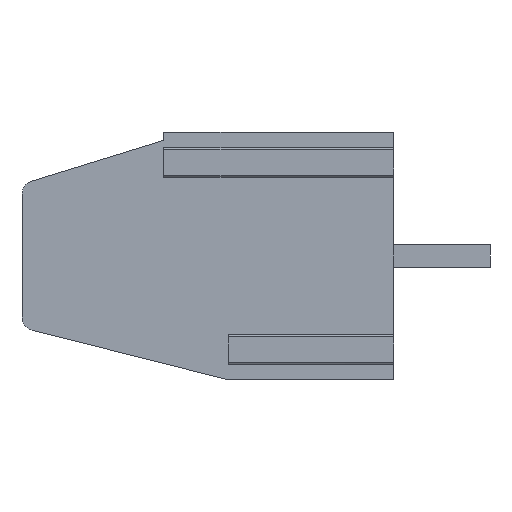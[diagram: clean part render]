
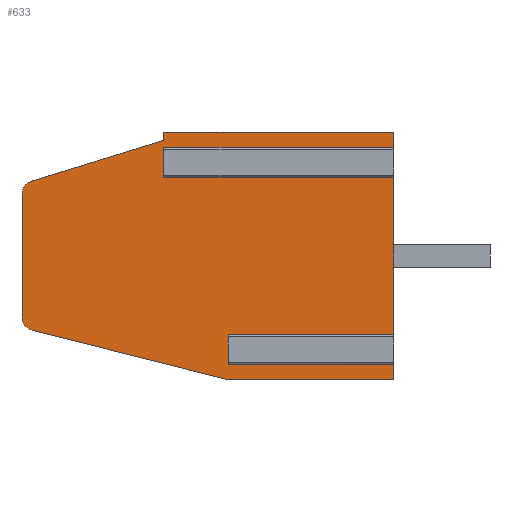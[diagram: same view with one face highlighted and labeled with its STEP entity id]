
A CAD part, left-side view. The second image highlights one B-rep face of the part: STEP entity #633.
In plain terms, the highlighted planar face has unit normal (-1, 0, 0).
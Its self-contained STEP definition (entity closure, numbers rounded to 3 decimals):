
#633=ADVANCED_FACE('',(#1098),#8150,.T.);
#1098=FACE_OUTER_BOUND('',#1606,.T.);
#1606=EDGE_LOOP('',(#4051,#4052,#4053,#4054,#4055,#4056,#4057,#4058,#4059,
#4060,#4061,#4062,#4063,#4064,#4065,#4066,#4067));
#4051=ORIENTED_EDGE('',*,*,#5463,.F.);
#4052=ORIENTED_EDGE('',*,*,#5465,.T.);
#4053=ORIENTED_EDGE('',*,*,#5399,.T.);
#4054=ORIENTED_EDGE('',*,*,#5466,.T.);
#4055=ORIENTED_EDGE('',*,*,#5462,.F.);
#4056=ORIENTED_EDGE('',*,*,#5467,.T.);
#4057=ORIENTED_EDGE('',*,*,#5468,.T.);
#4058=ORIENTED_EDGE('',*,*,#5417,.T.);
#4059=ORIENTED_EDGE('',*,*,#5421,.T.);
#4060=ORIENTED_EDGE('',*,*,#5440,.T.);
#4061=ORIENTED_EDGE('',*,*,#5444,.T.);
#4062=ORIENTED_EDGE('',*,*,#5447,.T.);
#4063=ORIENTED_EDGE('',*,*,#5461,.T.);
#4064=ORIENTED_EDGE('',*,*,#5464,.F.);
#4065=ORIENTED_EDGE('',*,*,#5469,.T.);
#4066=ORIENTED_EDGE('',*,*,#5459,.T.);
#4067=ORIENTED_EDGE('',*,*,#5470,.T.);
#5399=EDGE_CURVE('',#7646,#7647,#6759,.T.);
#5417=EDGE_CURVE('',#7662,#7663,#6773,.T.);
#5421=EDGE_CURVE('',#7663,#7665,#5752,.T.);
#5440=EDGE_CURVE('',#7665,#7682,#6788,.T.);
#5444=EDGE_CURVE('',#7682,#7685,#5761,.T.);
#5447=EDGE_CURVE('',#7685,#7686,#6792,.T.);
#5459=EDGE_CURVE('',#7696,#7697,#6802,.T.);
#5461=EDGE_CURVE('',#7686,#7698,#6803,.T.);
#5462=EDGE_CURVE('',#7699,#7700,#6804,.T.);
#5463=EDGE_CURVE('',#7701,#7702,#6805,.T.);
#5464=EDGE_CURVE('',#7703,#7698,#6806,.T.);
#5465=EDGE_CURVE('',#7701,#7646,#6807,.T.);
#5466=EDGE_CURVE('',#7647,#7700,#6808,.T.);
#5467=EDGE_CURVE('',#7699,#7704,#6809,.T.);
#5468=EDGE_CURVE('',#7704,#7662,#6810,.T.);
#5469=EDGE_CURVE('',#7703,#7696,#6811,.T.);
#5470=EDGE_CURVE('',#7697,#7702,#6812,.T.);
#5752=(
BOUNDED_CURVE()
B_SPLINE_CURVE(2,(#19844,#19845,#19846),.UNSPECIFIED.,.F.,.F.)
B_SPLINE_CURVE_WITH_KNOTS((3,3),(-0.635,0.),.UNSPECIFIED.)
CURVE()
GEOMETRIC_REPRESENTATION_ITEM()
RATIONAL_B_SPLINE_CURVE((1.,0.805,1.))
REPRESENTATION_ITEM('')
);
#5761=(
BOUNDED_CURVE()
B_SPLINE_CURVE(2,(#19903,#19904,#19905),.UNSPECIFIED.,.F.,.F.)
B_SPLINE_CURVE_WITH_KNOTS((3,3),(-0.661,0.),.UNSPECIFIED.)
CURVE()
GEOMETRIC_REPRESENTATION_ITEM()
RATIONAL_B_SPLINE_CURVE((1.,0.789,1.))
REPRESENTATION_ITEM('')
);
#6759=B_SPLINE_CURVE_WITH_KNOTS('',1,(#19788,#19789),.UNSPECIFIED.,.F.,
 .F.,(2,2),(-0.738,0.),.UNSPECIFIED.);
#6773=B_SPLINE_CURVE_WITH_KNOTS('',1,(#19836,#19837),.UNSPECIFIED.,.F.,
 .F.,(2,2),(0.,5.022),.UNSPECIFIED.);
#6788=B_SPLINE_CURVE_WITH_KNOTS('',1,(#19892,#19893),.UNSPECIFIED.,.F.,
 .F.,(2,2),(-4.45,0.),.UNSPECIFIED.);
#6792=B_SPLINE_CURVE_WITH_KNOTS('',1,(#19911,#19912),.UNSPECIFIED.,.F.,
 .F.,(2,2),(0.,7.347),.UNSPECIFIED.);
#6802=B_SPLINE_CURVE_WITH_KNOTS('',1,(#19941,#19942),.UNSPECIFIED.,.F.,
 .F.,(2,2),(-0.738,0.),.UNSPECIFIED.);
#6803=B_SPLINE_CURVE_WITH_KNOTS('',1,(#19948,#19949),.UNSPECIFIED.,.F.,
 .F.,(2,2),(0.,6.),.UNSPECIFIED.);
#6804=B_SPLINE_CURVE_WITH_KNOTS('',1,(#19950,#19951),.UNSPECIFIED.,.F.,
 .F.,(2,2),(-0.731,0.),.UNSPECIFIED.);
#6805=B_SPLINE_CURVE_WITH_KNOTS('',1,(#19952,#19953),.UNSPECIFIED.,.F.,
 .F.,(2,2),(-6.062,0.),.UNSPECIFIED.);
#6806=B_SPLINE_CURVE_WITH_KNOTS('',1,(#19954,#19955),.UNSPECIFIED.,.F.,
 .F.,(2,2),(-0.731,0.),.UNSPECIFIED.);
#6807=B_SPLINE_CURVE_WITH_KNOTS('',1,(#19956,#19957),.UNSPECIFIED.,.F.,
 .F.,(2,2),(-8.35,0.),.UNSPECIFIED.);
#6808=B_SPLINE_CURVE_WITH_KNOTS('',1,(#19958,#19959),.UNSPECIFIED.,.F.,
 .F.,(2,2),(0.,8.35),.UNSPECIFIED.);
#6809=B_SPLINE_CURVE_WITH_KNOTS('',1,(#19960,#19961),.UNSPECIFIED.,.F.,
 .F.,(2,2),(-8.35,0.),.UNSPECIFIED.);
#6810=B_SPLINE_CURVE_WITH_KNOTS('',1,(#19962,#19963),.UNSPECIFIED.,.F.,
 .F.,(2,2),(0.,0.3),.UNSPECIFIED.);
#6811=B_SPLINE_CURVE_WITH_KNOTS('',1,(#19964,#19965),.UNSPECIFIED.,.F.,
 .F.,(2,2),(-6.,0.),.UNSPECIFIED.);
#6812=B_SPLINE_CURVE_WITH_KNOTS('',1,(#19966,#19967),.UNSPECIFIED.,.F.,
 .F.,(2,2),(0.,6.),.UNSPECIFIED.);
#7646=VERTEX_POINT('',#19702);
#7647=VERTEX_POINT('',#19703);
#7662=VERTEX_POINT('',#19718);
#7663=VERTEX_POINT('',#19719);
#7665=VERTEX_POINT('',#19721);
#7682=VERTEX_POINT('',#19738);
#7685=VERTEX_POINT('',#19741);
#7686=VERTEX_POINT('',#19742);
#7696=VERTEX_POINT('',#19752);
#7697=VERTEX_POINT('',#19753);
#7698=VERTEX_POINT('',#19754);
#7699=VERTEX_POINT('',#19755);
#7700=VERTEX_POINT('',#19756);
#7701=VERTEX_POINT('',#19757);
#7702=VERTEX_POINT('',#19758);
#7703=VERTEX_POINT('',#19759);
#7704=VERTEX_POINT('',#19760);
#8150=PLANE('',#8482);
#8482=AXIS2_PLACEMENT_3D('',#19493,#8761,$);
#8761=DIRECTION('',(-1.,0.,0.));
#19493=CARTESIAN_POINT('',(-2.54,-1.351,-5.401));
#19702=CARTESIAN_POINT('',(-2.54,8.35,3.031));
#19703=CARTESIAN_POINT('',(-2.54,8.35,3.769));
#19718=CARTESIAN_POINT('',(-2.54,8.35,4.2));
#19719=CARTESIAN_POINT('',(-2.54,13.148,2.715));
#19721=CARTESIAN_POINT('',(-2.54,13.5,2.237));
#19738=CARTESIAN_POINT('',(-2.54,13.5,-2.213));
#19741=CARTESIAN_POINT('',(-2.54,13.123,-2.698));
#19742=CARTESIAN_POINT('',(-2.54,6.,-4.5));
#19752=CARTESIAN_POINT('',(-2.54,6.,-3.769));
#19753=CARTESIAN_POINT('',(-2.54,6.,-3.031));
#19754=CARTESIAN_POINT('',(-2.54,0.,-4.5));
#19755=CARTESIAN_POINT('',(-2.54,0.,4.5));
#19756=CARTESIAN_POINT('',(-2.54,0.,3.769));
#19757=CARTESIAN_POINT('',(-2.54,0.,3.031));
#19758=CARTESIAN_POINT('',(-2.54,0.,-3.031));
#19759=CARTESIAN_POINT('',(-2.54,0.,-3.769));
#19760=CARTESIAN_POINT('',(-2.54,8.35,4.5));
#19788=CARTESIAN_POINT('',(-2.54,8.35,3.031));
#19789=CARTESIAN_POINT('',(-2.54,8.35,3.769));
#19836=CARTESIAN_POINT('',(-2.54,8.35,4.2));
#19837=CARTESIAN_POINT('',(-2.54,13.148,2.715));
#19844=CARTESIAN_POINT('',(-2.54,13.148,2.715));
#19845=CARTESIAN_POINT('',(-2.54,13.5,2.606));
#19846=CARTESIAN_POINT('',(-2.54,13.5,2.237));
#19892=CARTESIAN_POINT('',(-2.54,13.5,2.237));
#19893=CARTESIAN_POINT('',(-2.54,13.5,-2.213));
#19903=CARTESIAN_POINT('',(-2.54,13.5,-2.213));
#19904=CARTESIAN_POINT('',(-2.54,13.5,-2.602));
#19905=CARTESIAN_POINT('',(-2.54,13.123,-2.698));
#19911=CARTESIAN_POINT('',(-2.54,13.123,-2.698));
#19912=CARTESIAN_POINT('',(-2.54,6.,-4.5));
#19941=CARTESIAN_POINT('',(-2.54,6.,-3.769));
#19942=CARTESIAN_POINT('',(-2.54,6.,-3.031));
#19948=CARTESIAN_POINT('',(-2.54,6.,-4.5));
#19949=CARTESIAN_POINT('',(-2.54,0.,-4.5));
#19950=CARTESIAN_POINT('',(-2.54,0.,4.5));
#19951=CARTESIAN_POINT('',(-2.54,0.,3.769));
#19952=CARTESIAN_POINT('',(-2.54,0.,3.031));
#19953=CARTESIAN_POINT('',(-2.54,0.,-3.031));
#19954=CARTESIAN_POINT('',(-2.54,0.,-3.769));
#19955=CARTESIAN_POINT('',(-2.54,0.,-4.5));
#19956=CARTESIAN_POINT('',(-2.54,0.,3.031));
#19957=CARTESIAN_POINT('',(-2.54,8.35,3.031));
#19958=CARTESIAN_POINT('',(-2.54,8.35,3.769));
#19959=CARTESIAN_POINT('',(-2.54,0.,3.769));
#19960=CARTESIAN_POINT('',(-2.54,0.,4.5));
#19961=CARTESIAN_POINT('',(-2.54,8.35,4.5));
#19962=CARTESIAN_POINT('',(-2.54,8.35,4.5));
#19963=CARTESIAN_POINT('',(-2.54,8.35,4.2));
#19964=CARTESIAN_POINT('',(-2.54,0.,-3.769));
#19965=CARTESIAN_POINT('',(-2.54,6.,-3.769));
#19966=CARTESIAN_POINT('',(-2.54,6.,-3.031));
#19967=CARTESIAN_POINT('',(-2.54,0.,-3.031));
